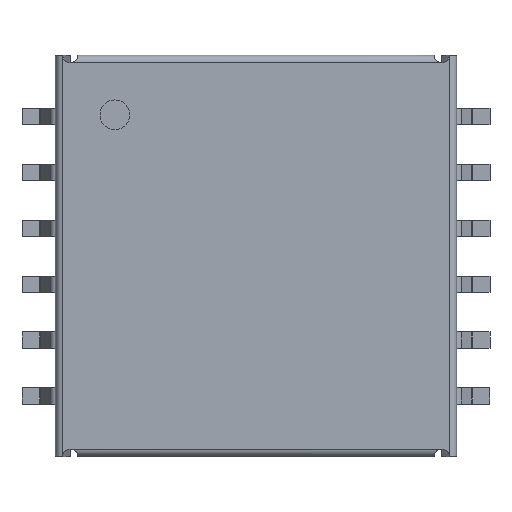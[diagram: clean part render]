
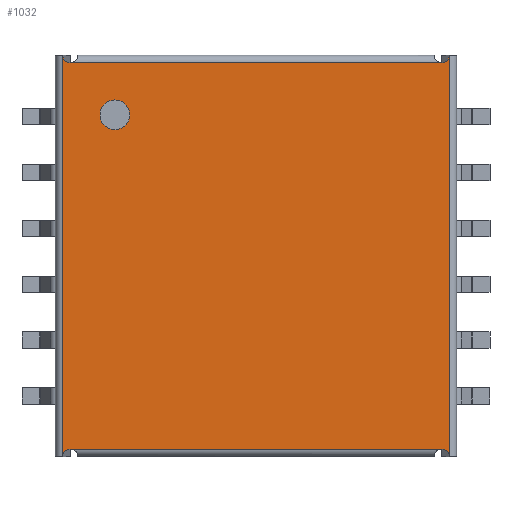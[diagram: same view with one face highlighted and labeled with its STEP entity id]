
A CAD part, top view. The second image highlights one B-rep face of the part: STEP entity #1032.
In plain terms, the highlighted planar face has unit normal (0, 0, 1).
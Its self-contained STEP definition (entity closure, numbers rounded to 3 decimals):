
#779=CARTESIAN_POINT('',(-8.5,9.5,13.69));
#780=VERTEX_POINT('',#779);
#789=CARTESIAN_POINT('',(-10.5,9.5,13.69));
#790=VERTEX_POINT('',#789);
#791=CARTESIAN_POINT('',(-9.5,9.5,13.69));
#792=DIRECTION('',(0.0,0.0,-1.0));
#793=DIRECTION('',(1.0,0.0,0.0));
#794=AXIS2_PLACEMENT_3D('',#791,#792,#793);
#795=CIRCLE('',#794,1.0);
#796=EDGE_CURVE('',#790,#780,#795,.T.);
#830=CARTESIAN_POINT('',(-9.5,9.5,13.69));
#831=DIRECTION('',(0.0,0.0,-1.0));
#832=DIRECTION('',(1.0,0.0,0.0));
#833=AXIS2_PLACEMENT_3D('',#830,#831,#832);
#834=CIRCLE('',#833,1.0);
#835=EDGE_CURVE('',#780,#790,#834,.T.);
#855=CARTESIAN_POINT('',(12.5,13.,13.69));
#856=VERTEX_POINT('',#855);
#886=CARTESIAN_POINT('',(-12.5,13.,13.69));
#887=VERTEX_POINT('',#886);
#907=CARTESIAN_POINT('',(-12.5,13.,13.69));
#908=DIRECTION('',(1.0,0.0,0.0));
#909=VECTOR('',#908,25.);
#910=LINE('',#907,#909);
#911=EDGE_CURVE('',#887,#856,#910,.T.);
#943=CARTESIAN_POINT('',(13.,13.5,13.69));
#944=VERTEX_POINT('',#943);
#945=CARTESIAN_POINT('',(12.5,13.5,13.69));
#946=DIRECTION('',(0.0,0.0,-1.0));
#947=DIRECTION('',(1.0,0.0,0.0));
#948=AXIS2_PLACEMENT_3D('',#945,#946,#947);
#949=CIRCLE('',#948,0.5);
#950=EDGE_CURVE('',#944,#856,#949,.T.);
#970=CARTESIAN_POINT('',(0.,0.,13.69));
#971=DIRECTION('',(0.0,0.0,1.0));
#972=DIRECTION('',(1.0,0.0,0.0));
#973=AXIS2_PLACEMENT_3D('',#970,#971,#972);
#974=PLANE('',#973);
#975=ORIENTED_EDGE('',*,*,#911,.F.);
#976=CARTESIAN_POINT('',(-13.,13.5,13.69));
#977=VERTEX_POINT('',#976);
#978=CARTESIAN_POINT('',(-12.5,13.5,13.69));
#979=DIRECTION('',(0.0,0.0,-1.0));
#980=DIRECTION('',(-1.0,0.0,0.0));
#981=AXIS2_PLACEMENT_3D('',#978,#979,#980);
#982=CIRCLE('',#981,0.5);
#983=EDGE_CURVE('',#887,#977,#982,.T.);
#984=ORIENTED_EDGE('',*,*,#983,.T.);
#985=CARTESIAN_POINT('',(-13.,-13.5,13.69));
#986=VERTEX_POINT('',#985);
#987=CARTESIAN_POINT('',(-13.,-13.5,13.69));
#988=DIRECTION('',(0.0,1.0,0.0));
#989=VECTOR('',#988,27.);
#990=LINE('',#987,#989);
#991=EDGE_CURVE('',#986,#977,#990,.T.);
#992=ORIENTED_EDGE('',*,*,#991,.F.);
#993=CARTESIAN_POINT('',(-12.5,-13.,13.69));
#994=VERTEX_POINT('',#993);
#995=CARTESIAN_POINT('',(-12.5,-13.5,13.69));
#996=DIRECTION('',(0.0,0.0,-1.0));
#997=DIRECTION('',(-1.0,0.0,0.0));
#998=AXIS2_PLACEMENT_3D('',#995,#996,#997);
#999=CIRCLE('',#998,0.5);
#1000=EDGE_CURVE('',#986,#994,#999,.T.);
#1001=ORIENTED_EDGE('',*,*,#1000,.T.);
#1002=CARTESIAN_POINT('',(12.5,-13.,13.69));
#1003=VERTEX_POINT('',#1002);
#1004=CARTESIAN_POINT('',(12.5,-13.,13.69));
#1005=DIRECTION('',(-1.0,0.0,0.0));
#1006=VECTOR('',#1005,25.);
#1007=LINE('',#1004,#1006);
#1008=EDGE_CURVE('',#1003,#994,#1007,.T.);
#1009=ORIENTED_EDGE('',*,*,#1008,.F.);
#1010=CARTESIAN_POINT('',(13.,-13.5,13.69));
#1011=VERTEX_POINT('',#1010);
#1012=CARTESIAN_POINT('',(12.5,-13.5,13.69));
#1013=DIRECTION('',(0.0,0.0,-1.0));
#1014=DIRECTION('',(1.0,0.0,0.0));
#1015=AXIS2_PLACEMENT_3D('',#1012,#1013,#1014);
#1016=CIRCLE('',#1015,0.5);
#1017=EDGE_CURVE('',#1003,#1011,#1016,.T.);
#1018=ORIENTED_EDGE('',*,*,#1017,.T.);
#1019=CARTESIAN_POINT('',(13.,13.5,13.69));
#1020=DIRECTION('',(0.0,-1.0,0.0));
#1021=VECTOR('',#1020,27.);
#1022=LINE('',#1019,#1021);
#1023=EDGE_CURVE('',#944,#1011,#1022,.T.);
#1024=ORIENTED_EDGE('',*,*,#1023,.F.);
#1025=ORIENTED_EDGE('',*,*,#950,.T.);
#1026=EDGE_LOOP('',(#975,#984,#992,#1001,#1009,#1018,#1024,#1025));
#1027=FACE_OUTER_BOUND('',#1026,.T.);
#1028=ORIENTED_EDGE('',*,*,#835,.T.);
#1029=ORIENTED_EDGE('',*,*,#796,.T.);
#1030=EDGE_LOOP('',(#1028,#1029));
#1031=FACE_BOUND('',#1030,.T.);
#1032=ADVANCED_FACE('',(#1027,#1031),#974,.T.);
